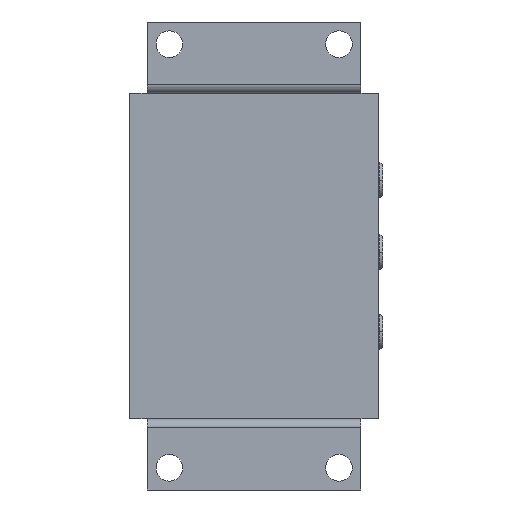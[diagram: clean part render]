
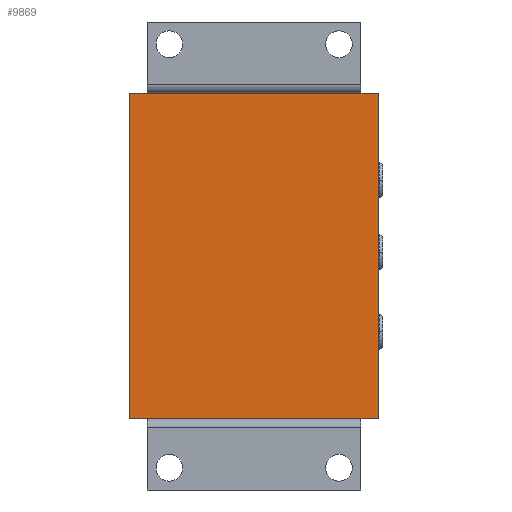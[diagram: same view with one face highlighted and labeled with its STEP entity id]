
A CAD part, front view. The second image highlights one B-rep face of the part: STEP entity #9869.
In plain terms, the highlighted planar face has unit normal (0, -1, 0).
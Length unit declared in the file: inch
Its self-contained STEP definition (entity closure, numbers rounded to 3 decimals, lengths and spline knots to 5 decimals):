
#16=DIRECTION('',(0.,0.,1.));
#17=VECTOR('',#16,4.57);
#18=CARTESIAN_POINT('',(0.,0.,-4.57));
#19=LINE('',#18,#17);
#354=DIRECTION('',(1.,0.,0.));
#355=VECTOR('',#354,3.);
#356=CARTESIAN_POINT('',(-3.25,0.,0.));
#357=LINE('',#356,#355);
#358=DIRECTION('',(1.,0.,0.));
#359=VECTOR('',#358,0.25);
#360=CARTESIAN_POINT('',(-0.25,0.,0.));
#361=LINE('',#360,#359);
#362=DIRECTION('',(-1.,0.,0.));
#363=VECTOR('',#362,3.);
#364=CARTESIAN_POINT('',(-0.25,0.,-4.57));
#365=LINE('',#364,#363);
#366=DIRECTION('',(0.,0.,1.));
#367=VECTOR('',#366,4.57);
#368=CARTESIAN_POINT('',(-3.5,0.,-4.57));
#369=LINE('',#368,#367);
#370=DIRECTION('',(1.,0.,0.));
#371=VECTOR('',#370,0.25);
#372=CARTESIAN_POINT('',(-3.5,0.,0.));
#373=LINE('',#372,#371);
#480=DIRECTION('',(1.,0.,0.));
#481=VECTOR('',#480,0.25);
#482=CARTESIAN_POINT('',(-0.25,0.,-4.57));
#483=LINE('',#482,#481);
#488=DIRECTION('',(1.,0.,0.));
#489=VECTOR('',#488,0.25);
#490=CARTESIAN_POINT('',(-3.5,0.,-4.57));
#491=LINE('',#490,#489);
#7788=CARTESIAN_POINT('',(0.,0.,-4.57));
#7789=CARTESIAN_POINT('',(0.,0.,0.));
#7790=VERTEX_POINT('',#7788);
#7791=VERTEX_POINT('',#7789);
#8012=CARTESIAN_POINT('',(-3.25,0.,0.));
#8013=CARTESIAN_POINT('',(-0.25,0.,0.));
#8014=VERTEX_POINT('',#8012);
#8015=VERTEX_POINT('',#8013);
#8016=CARTESIAN_POINT('',(-0.25,0.,-4.57));
#8017=VERTEX_POINT('',#8016);
#8018=CARTESIAN_POINT('',(-3.25,0.,-4.57));
#8019=VERTEX_POINT('',#8018);
#8020=CARTESIAN_POINT('',(-3.5,0.,-4.57));
#8021=VERTEX_POINT('',#8020);
#8022=CARTESIAN_POINT('',(-3.5,0.,0.));
#8023=VERTEX_POINT('',#8022);
#9847=CARTESIAN_POINT('',(0.,0.,0.));
#9848=DIRECTION('',(0.,-1.,0.));
#9849=DIRECTION('',(0.,0.,-1.));
#9850=AXIS2_PLACEMENT_3D('',#9847,#9848,#9849);
#9851=PLANE('',#9850);
#9853=ORIENTED_EDGE('',*,*,#9852,.T.);
#9855=ORIENTED_EDGE('',*,*,#9854,.T.);
#9856=ORIENTED_EDGE('',*,*,#9600,.F.);
#9858=ORIENTED_EDGE('',*,*,#9857,.F.);
#9860=ORIENTED_EDGE('',*,*,#9859,.T.);
#9862=ORIENTED_EDGE('',*,*,#9861,.F.);
#9864=ORIENTED_EDGE('',*,*,#9863,.T.);
#9866=ORIENTED_EDGE('',*,*,#9865,.T.);
#9867=EDGE_LOOP('',(#9853,#9855,#9856,#9858,#9860,#9862,#9864,#9866));
#9868=FACE_OUTER_BOUND('',#9867,.F.);
#9600=EDGE_CURVE('',#7790,#7791,#19,.T.);
#9852=EDGE_CURVE('',#8014,#8015,#357,.T.);
#9854=EDGE_CURVE('',#8015,#7791,#361,.T.);
#9857=EDGE_CURVE('',#8017,#7790,#483,.T.);
#9859=EDGE_CURVE('',#8017,#8019,#365,.T.);
#9861=EDGE_CURVE('',#8021,#8019,#491,.T.);
#9863=EDGE_CURVE('',#8021,#8023,#369,.T.);
#9865=EDGE_CURVE('',#8023,#8014,#373,.T.);
#9869=ADVANCED_FACE('',(#9868),#9851,.T.);
